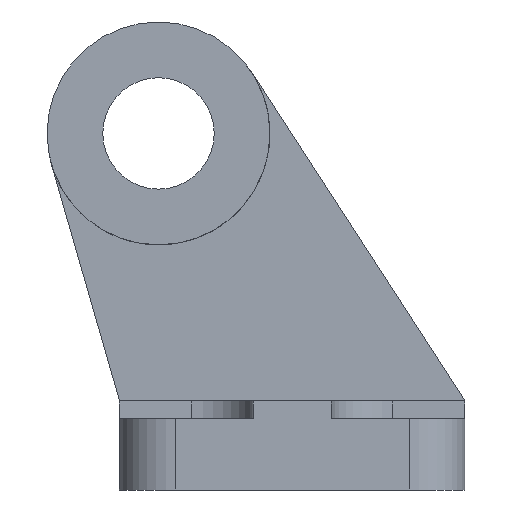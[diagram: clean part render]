
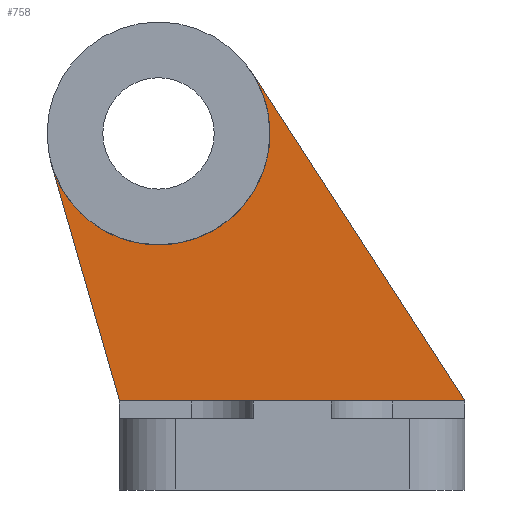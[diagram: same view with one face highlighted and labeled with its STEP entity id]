
A CAD part, left-side view. The second image highlights one B-rep face of the part: STEP entity #758.
In plain terms, the highlighted planar face has unit normal (-1, 0, 0).
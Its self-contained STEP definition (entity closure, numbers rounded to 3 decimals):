
#51=FACE_OUTER_BOUND('',#92,.T.);
#92=EDGE_LOOP('',(#499,#500,#501,#502));
#150=CIRCLE('',#803,10.);
#184=LINE('',#1100,#252);
#187=LINE('',#1106,#255);
#190=LINE('',#1110,#258);
#252=VECTOR('',#882,22.096);
#255=VECTOR('',#887,35.103);
#258=VECTOR('',#892,31.);
#321=VERTEX_POINT('',#1098);
#322=VERTEX_POINT('',#1099);
#323=VERTEX_POINT('',#1104);
#324=VERTEX_POINT('',#1105);
#391=EDGE_CURVE('',#321,#322,#184,.T.);
#394=EDGE_CURVE('',#323,#324,#187,.T.);
#397=EDGE_CURVE('',#324,#321,#190,.T.);
#398=EDGE_CURVE('',#322,#323,#150,.T.);
#499=ORIENTED_EDGE('',*,*,#391,.F.);
#500=ORIENTED_EDGE('',*,*,#397,.F.);
#501=ORIENTED_EDGE('',*,*,#394,.F.);
#502=ORIENTED_EDGE('',*,*,#398,.F.);
#690=PLANE('',#802);
#758=ADVANCED_FACE('',(#51),#690,.F.);
#802=AXIS2_PLACEMENT_3D('',#1109,#890,#891);
#803=AXIS2_PLACEMENT_3D('',#1111,#893,#894);
#882=DIRECTION('',(0.,0.277,0.961));
#887=DIRECTION('',(0.,-0.544,-0.839));
#890=DIRECTION('center_axis',(1.,0.,0.));
#891=DIRECTION('ref_axis',(0.,0.,-1.));
#892=DIRECTION('',(0.,1.,0.));
#893=DIRECTION('center_axis',(-1.,0.,0.));
#894=DIRECTION('ref_axis',(0.,0.,-1.));
#1098=CARTESIAN_POINT('',(-5.,15.5,8.));
#1099=CARTESIAN_POINT('',(-5.,21.61,29.235));
#1100=CARTESIAN_POINT('',(-5.,21.61,29.235));
#1104=CARTESIAN_POINT('',(-5.,3.612,37.445));
#1105=CARTESIAN_POINT('',(-5.,-15.5,8.));
#1106=CARTESIAN_POINT('',(-5.,-15.5,8.));
#1109=CARTESIAN_POINT('Origin',(-5.,4.42,19.573));
#1110=CARTESIAN_POINT('',(-5.,2.21,8.));
#1111=CARTESIAN_POINT('Origin',(-5.,12.,32.));
